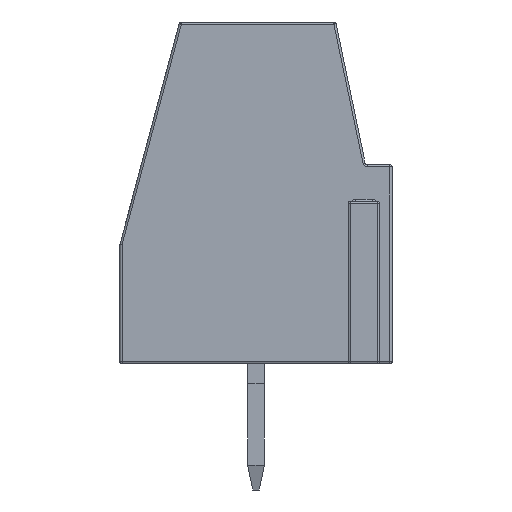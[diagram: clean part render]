
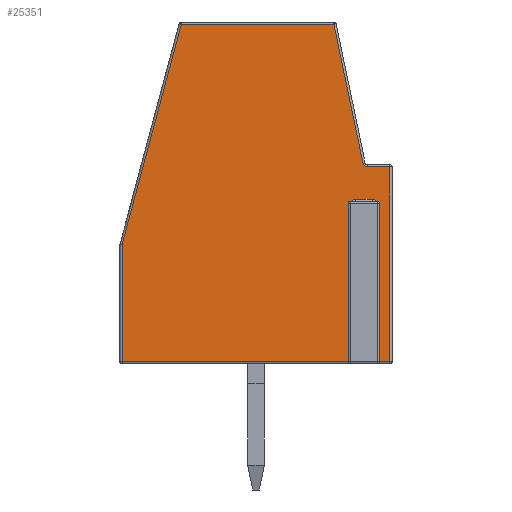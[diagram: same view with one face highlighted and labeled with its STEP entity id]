
A CAD part, front view. The second image highlights one B-rep face of the part: STEP entity #25351.
In plain terms, the highlighted planar face has unit normal (0, -1, 0).
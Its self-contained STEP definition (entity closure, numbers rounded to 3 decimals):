
#99=PLANE('',#27273);
#823=ELLIPSE('',#27176,0.137,0.13);
#824=ELLIPSE('',#27191,0.137,0.13);
#1601=LINE('',#43420,#3437);
#1604=LINE('',#43537,#3440);
#1619=LINE('',#43581,#3455);
#1621=LINE('',#43584,#3457);
#1626=LINE('',#43591,#3462);
#1627=LINE('',#43593,#3463);
#1629=LINE('',#43598,#3465);
#1635=LINE('',#43617,#3471);
#1637=LINE('',#43626,#3473);
#1638=LINE('',#43634,#3474);
#1641=LINE('',#43648,#3477);
#3437=VECTOR('',#30947,10.);
#3440=VECTOR('',#31004,10.);
#3455=VECTOR('',#31059,10.);
#3457=VECTOR('',#31063,10.);
#3462=VECTOR('',#31072,10.);
#3463=VECTOR('',#31075,10.);
#3465=VECTOR('',#31081,10.);
#3471=VECTOR('',#31105,10.);
#3473=VECTOR('',#31117,10.);
#3474=VECTOR('',#31128,10.);
#3477=VECTOR('',#31145,10.);
#5971=FACE_OUTER_BOUND('',#7577,.T.);
#7577=EDGE_LOOP('',(#18285,#18286,#18287,#18288,#18289,#18290,#18291,#18292,
#18293,#18294,#18295,#18296,#18297,#18298));
#9291=CIRCLE('',#27250,0.13);
#11420=VERTEX_POINT('',#43413);
#11422=VERTEX_POINT('',#43418);
#11425=VERTEX_POINT('',#43455);
#11426=VERTEX_POINT('',#43457);
#11428=VERTEX_POINT('',#43463);
#11430=VERTEX_POINT('',#43468);
#11436=VERTEX_POINT('',#43518);
#11437=VERTEX_POINT('',#43519);
#11440=VERTEX_POINT('',#43527);
#11453=VERTEX_POINT('',#43596);
#11457=VERTEX_POINT('',#43616);
#11459=VERTEX_POINT('',#43625);
#11461=VERTEX_POINT('',#43633);
#11463=VERTEX_POINT('',#43639);
#13917=EDGE_CURVE('',#11422,#11420,#1601,.T.);
#13921=EDGE_CURVE('',#11425,#11426,#823,.T.);
#13933=EDGE_CURVE('',#11436,#11437,#824,.T.);
#13942=EDGE_CURVE('',#11440,#11428,#1604,.T.);
#13966=EDGE_CURVE('',#11437,#11440,#1619,.T.);
#13968=EDGE_CURVE('',#11426,#11436,#1621,.T.);
#13973=EDGE_CURVE('',#11420,#11430,#1626,.T.);
#13974=EDGE_CURVE('',#11430,#11425,#1627,.T.);
#13977=EDGE_CURVE('',#11428,#11453,#1629,.T.);
#13987=EDGE_CURVE('',#11453,#11457,#1635,.T.);
#13992=EDGE_CURVE('',#11457,#11459,#1637,.T.);
#13996=EDGE_CURVE('',#11459,#11461,#1638,.T.);
#14001=EDGE_CURVE('',#11461,#11463,#9291,.T.);
#14004=EDGE_CURVE('',#11463,#11422,#1641,.T.);
#18285=ORIENTED_EDGE('',*,*,#13942,.F.);
#18286=ORIENTED_EDGE('',*,*,#13966,.F.);
#18287=ORIENTED_EDGE('',*,*,#13933,.F.);
#18288=ORIENTED_EDGE('',*,*,#13968,.F.);
#18289=ORIENTED_EDGE('',*,*,#13921,.F.);
#18290=ORIENTED_EDGE('',*,*,#13974,.F.);
#18291=ORIENTED_EDGE('',*,*,#13973,.F.);
#18292=ORIENTED_EDGE('',*,*,#13917,.F.);
#18293=ORIENTED_EDGE('',*,*,#14004,.F.);
#18294=ORIENTED_EDGE('',*,*,#14001,.F.);
#18295=ORIENTED_EDGE('',*,*,#13996,.F.);
#18296=ORIENTED_EDGE('',*,*,#13992,.F.);
#18297=ORIENTED_EDGE('',*,*,#13987,.F.);
#18298=ORIENTED_EDGE('',*,*,#13977,.F.);
#25351=ADVANCED_FACE('',(#5971),#99,.F.);
#27176=AXIS2_PLACEMENT_3D('',#43458,#30953,#30954);
#27191=AXIS2_PLACEMENT_3D('',#43520,#30983,#30984);
#27250=AXIS2_PLACEMENT_3D('',#43643,#31138,#31139);
#27273=AXIS2_PLACEMENT_3D('',#44004,#31223,#31224);
#30947=DIRECTION('',(0.,0.,-1.));
#30953=DIRECTION('center_axis',(0.,-1.,0.));
#30954=DIRECTION('ref_axis',(1.,0.,0.));
#30983=DIRECTION('center_axis',(0.,-1.,0.));
#30984=DIRECTION('ref_axis',(-1.,0.,0.));
#31004=DIRECTION('',(-1.,0.,0.));
#31059=DIRECTION('',(0.,0.,-1.));
#31063=DIRECTION('',(-1.,0.,0.));
#31072=DIRECTION('',(-1.,0.,0.));
#31075=DIRECTION('',(0.,0.,1.));
#31081=DIRECTION('',(0.,0.,1.));
#31105=DIRECTION('',(0.259,0.,0.966));
#31117=DIRECTION('',(1.,0.,0.));
#31128=DIRECTION('',(0.205,0.,-0.979));
#31138=DIRECTION('center_axis',(0.,-1.,0.));
#31139=DIRECTION('ref_axis',(-0.631,0.,-0.776));
#31145=DIRECTION('',(1.,0.,0.));
#31223=DIRECTION('center_axis',(0.,1.,0.));
#31224=DIRECTION('ref_axis',(0.,0.,
-1.));
#43413=CARTESIAN_POINT('',(4.035,-12.7,0.065));
#43418=CARTESIAN_POINT('',(4.035,-12.7,5.935));
#43420=CARTESIAN_POINT('',(4.035,-12.7,6.244));
#43455=CARTESIAN_POINT('',(3.64,-12.7,4.835));
#43457=CARTESIAN_POINT('',(3.503,-12.7,4.965));
#43458=CARTESIAN_POINT('Origin',(3.503,-12.7,4.835));
#43463=CARTESIAN_POINT('',(-4.035,-12.7,0.065));
#43468=CARTESIAN_POINT('',(3.64,-12.7,0.065));
#43518=CARTESIAN_POINT('',(2.997,-12.7,4.965));
#43519=CARTESIAN_POINT('',(2.86,-12.7,4.835));
#43520=CARTESIAN_POINT('Origin',(2.997,-12.7,4.835));
#43527=CARTESIAN_POINT('',(2.86,-12.7,0.065));
#43537=CARTESIAN_POINT('',(4.1,-12.7,0.065));
#43581=CARTESIAN_POINT('',(2.86,-12.7,6.094));
#43584=CARTESIAN_POINT('',(3.675,-12.7,4.965));
#43591=CARTESIAN_POINT('',(4.1,-12.7,0.065));
#43593=CARTESIAN_POINT('',(3.64,-12.7,6.094));
#43596=CARTESIAN_POINT('',(-4.035,-12.7,3.591));
#43598=CARTESIAN_POINT('',(-4.035,-12.7,6.244));
#43616=CARTESIAN_POINT('',(-2.25,-12.7,10.235));
#43617=CARTESIAN_POINT('',(-2.685,-12.7,8.616));
#43625=CARTESIAN_POINT('',(2.347,-12.7,10.235));
#43626=CARTESIAN_POINT('',(4.1,-12.7,10.235));
#43633=CARTESIAN_POINT('',(3.226,-12.7,6.038));
#43634=CARTESIAN_POINT('',(2.633,-12.7,8.871));
#43639=CARTESIAN_POINT('',(3.353,-12.7,5.935));
#43643=CARTESIAN_POINT('Origin',(3.353,-12.7,6.065));
#43648=CARTESIAN_POINT('',(4.1,-12.7,5.935));
#44004=CARTESIAN_POINT('Origin',(4.1,-12.7,12.189));
